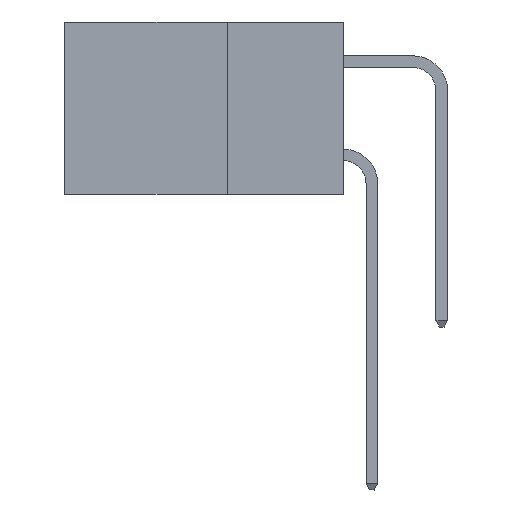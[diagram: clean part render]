
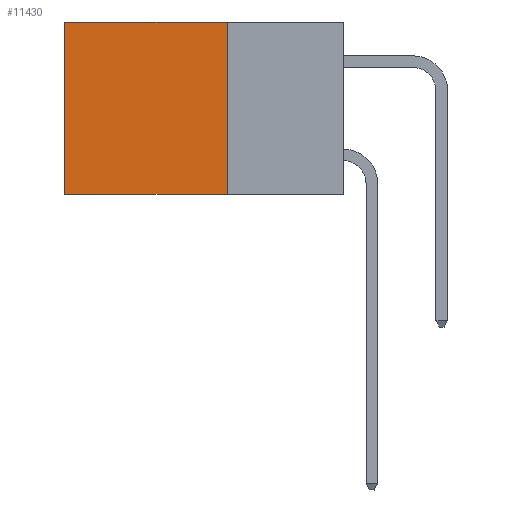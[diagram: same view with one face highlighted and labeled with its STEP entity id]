
A CAD part, left-side view. The second image highlights one B-rep face of the part: STEP entity #11430.
In plain terms, the highlighted planar face has unit normal (-1, 0, 0).
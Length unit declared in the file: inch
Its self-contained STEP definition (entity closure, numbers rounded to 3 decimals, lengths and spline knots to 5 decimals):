
#2893 = EDGE_CURVE ( 'NONE', #22285, #14793, #12735, .T. ) ;
#3618 = FACE_OUTER_BOUND ( 'NONE', #15873, .T. ) ;
#6443 = CARTESIAN_POINT ( 'NONE',  ( 0.298, 0.6, 0. ) ) ;
#6552 = CARTESIAN_POINT ( 'NONE',  ( 0.298, 0.25, 0. ) ) ;
#6590 = CARTESIAN_POINT ( 'NONE',  ( 0.298, 0.25, 0. ) ) ;
#6680 = ORIENTED_EDGE ( 'NONE', *, *, #17567, .F. ) ;
#7083 = AXIS2_PLACEMENT_3D ( 'NONE', #6590, #27400, #13592 ) ;
#7519 = CARTESIAN_POINT ( 'NONE',  ( 0.298, 0.25, 0. ) ) ;
#8208 = CARTESIAN_POINT ( 'NONE',  ( 0.298, 0.6, -0.37 ) ) ;
#8256 = VERTEX_POINT ( 'NONE', #15174 ) ;
#8896 = DIRECTION ( 'NONE',  ( 0., 0., -1. ) ) ;
#9861 = DIRECTION ( 'NONE',  ( 0., 1., 0. ) ) ;
#10003 = VECTOR ( 'NONE', #8896, 39.37008 ) ;
#11272 = PLANE ( 'NONE',  #7083 ) ;
#11430 = ADVANCED_FACE ( 'NONE', ( #3618 ), #11272, .F. ) ;
#12735 = LINE ( 'NONE', #28584, #29631 ) ;
#13592 = DIRECTION ( 'NONE',  ( 0., 0., -1. ) ) ;
#14597 = EDGE_CURVE ( 'NONE', #8256, #28090, #20672, .T. ) ;
#14793 = VERTEX_POINT ( 'NONE', #8208 ) ;
#15174 = CARTESIAN_POINT ( 'NONE',  ( 0.298, 0.25, 0. ) ) ;
#15676 = ORIENTED_EDGE ( 'NONE', *, *, #2893, .F. ) ;
#15744 = DIRECTION ( 'NONE',  ( 0., 0., -1. ) ) ;
#15873 = EDGE_LOOP ( 'NONE', ( #28588, #15676, #6680, #26210 ) ) ;
#15984 = CARTESIAN_POINT ( 'NONE',  ( 0.298, 0.6, 0. ) ) ;
#17226 = VECTOR ( 'NONE', #15744, 39.37008 ) ;
#17567 = EDGE_CURVE ( 'NONE', #8256, #22285, #28376, .T. ) ;
#19202 = VECTOR ( 'NONE', #9861, 39.37008 ) ;
#20672 = LINE ( 'NONE', #7519, #19202 ) ;
#20802 = EDGE_CURVE ( 'NONE', #28090, #14793, #23426, .T. ) ;
#20969 = CARTESIAN_POINT ( 'NONE',  ( 0.298, 0.25, -0.37 ) ) ;
#22285 = VERTEX_POINT ( 'NONE', #20969 ) ;
#23426 = LINE ( 'NONE', #6443, #17226 ) ;
#25709 = DIRECTION ( 'NONE',  ( 0., 1., 0. ) ) ;
#26210 = ORIENTED_EDGE ( 'NONE', *, *, #14597, .T. ) ;
#27400 = DIRECTION ( 'NONE',  ( 1., 0., 0. ) ) ;
#28090 = VERTEX_POINT ( 'NONE', #15984 ) ;
#28376 = LINE ( 'NONE', #6552, #10003 ) ;
#28584 = CARTESIAN_POINT ( 'NONE',  ( 0.298, 0.25, -0.37 ) ) ;
#28588 = ORIENTED_EDGE ( 'NONE', *, *, #20802, .T. ) ;
#29631 = VECTOR ( 'NONE', #25709, 39.37008 ) ;
